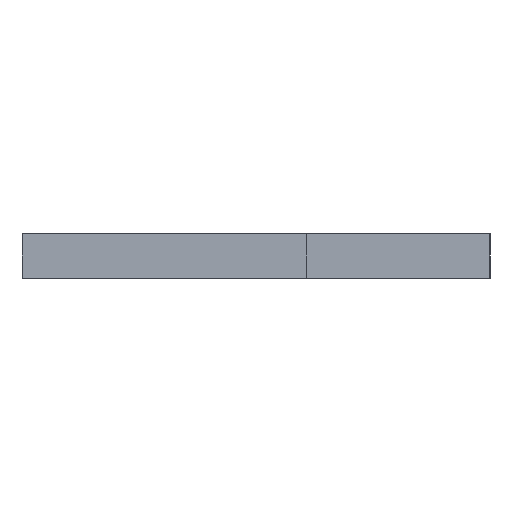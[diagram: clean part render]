
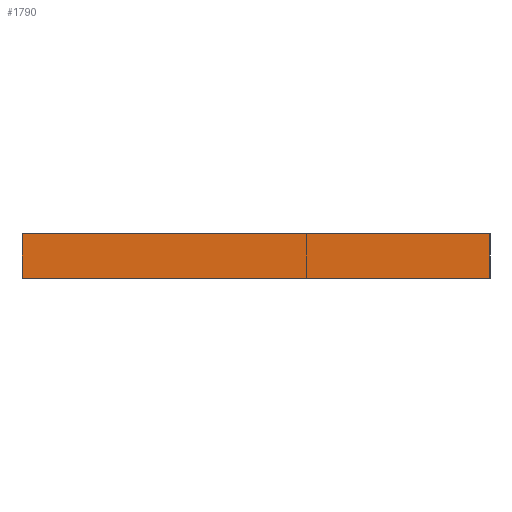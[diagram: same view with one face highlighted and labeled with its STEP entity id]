
A CAD part, left-side view. The second image highlights one B-rep face of the part: STEP entity #1790.
In plain terms, the highlighted planar face has unit normal (-1, 0, 0).
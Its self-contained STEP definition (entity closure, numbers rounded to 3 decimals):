
#886=CARTESIAN_POINT('',(0.,0.354,0.0));
#887=VERTEX_POINT('',#886);
#894=CARTESIAN_POINT('',(0.0,262.0,0.0));
#895=VERTEX_POINT('',#894);
#896=CARTESIAN_POINT('',(0.0,0.354,0.0));
#897=DIRECTION('',(0.0,1.0,0.0));
#898=VECTOR('',#897,261.646);
#899=LINE('',#896,#898);
#900=EDGE_CURVE('',#887,#895,#899,.T.);
#1760=CARTESIAN_POINT('',(0.0,0.0,0.0));
#1761=DIRECTION('',(-1.0,0.0,0.0));
#1762=DIRECTION('',(0.0,0.0,1.0));
#1763=AXIS2_PLACEMENT_3D('',#1760,#1761,#1762);
#1764=PLANE('',#1763);
#1765=CARTESIAN_POINT('',(0.,0.354,25.0));
#1766=VERTEX_POINT('',#1765);
#1767=CARTESIAN_POINT('',(0.0,0.354,0.0));
#1768=DIRECTION('',(0.0,0.0,1.0));
#1769=VECTOR('',#1768,25.0);
#1770=LINE('',#1767,#1769);
#1771=EDGE_CURVE('',#887,#1766,#1770,.T.);
#1772=ORIENTED_EDGE('',*,*,#1771,.T.);
#1773=CARTESIAN_POINT('',(0.0,262.0,25.0));
#1774=VERTEX_POINT('',#1773);
#1775=CARTESIAN_POINT('',(0.0,0.354,25.0));
#1776=DIRECTION('',(0.0,1.0,0.0));
#1777=VECTOR('',#1776,261.646);
#1778=LINE('',#1775,#1777);
#1779=EDGE_CURVE('',#1766,#1774,#1778,.T.);
#1780=ORIENTED_EDGE('',*,*,#1779,.T.);
#1781=CARTESIAN_POINT('',(0.0,262.0,0.0));
#1782=DIRECTION('',(0.0,0.0,1.0));
#1783=VECTOR('',#1782,25.0);
#1784=LINE('',#1781,#1783);
#1785=EDGE_CURVE('',#895,#1774,#1784,.T.);
#1786=ORIENTED_EDGE('',*,*,#1785,.F.);
#1787=ORIENTED_EDGE('',*,*,#900,.F.);
#1788=EDGE_LOOP('',(#1772,#1780,#1786,#1787));
#1789=FACE_OUTER_BOUND('',#1788,.T.);
#1790=ADVANCED_FACE('',(#1789),#1764,.T.);
